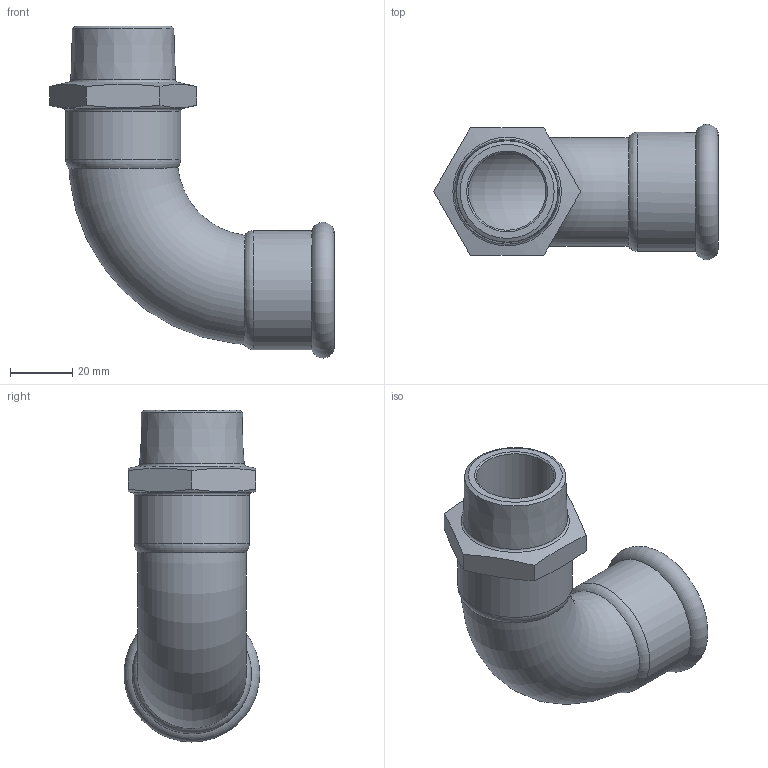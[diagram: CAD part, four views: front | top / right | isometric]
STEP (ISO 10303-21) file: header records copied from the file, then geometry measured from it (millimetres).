
FILE_DESCRIPTION(/* description */ ('Curva 90° Maschio-Femmina 1"x35 Inox'),/* implementation_level */ '2;1');
FILE_NAME(/* name */ '186100035_Inoxpres.stp',/* time_stamp */ '2022-10-11T15:44:10+02:00',/* author */ ('Vault'),/* organization */ ('Raccorderie metalliche s.p.a. '),/* preprocessor_version */ 'ST-DEVELOPER v18.1',/* originating_system */ 'Autodesk Inventor 2020',/* authorisation */ 'Raccorderie metalliche s.p.a. ');
FILE_SCHEMA (('AUTOMOTIVE_DESIGN { 1 0 10303 214 3 1 1 }'));
Length unit declared in the file: millimetre
Products named in the file (1): 186100035_Inoxpres
Bounding box: 91.67 x 43.61 x 106.84 mm (x, y, z)
Volume: 33124.2 mm3; surface area: 30656.6 mm2
Topology: 1 solids, 1 shells, 33 faces, 102 edges, 70 vertices
Faces by surface type: torus 11, cone 8, cylinder 7, plane 7
Full cylindrical faces by diameter (mm): 25 x1, 34 x1, 35.4 x1, 35.8 x2, 37 x1, 38.4 x1
Entity records: 1372 total; most frequent: CARTESIAN_POINT 402, DIRECTION 210, ORIENTED_EDGE 204, EDGE_CURVE 102, AXIS2_PLACEMENT_3D 95, VERTEX_POINT 70, CIRCLE 61, EDGE_LOOP 34
